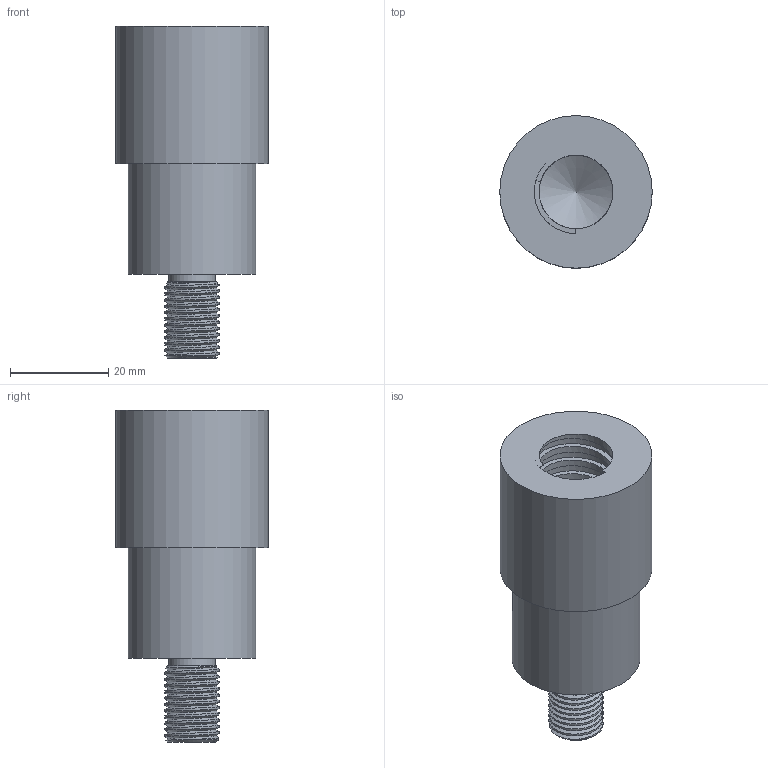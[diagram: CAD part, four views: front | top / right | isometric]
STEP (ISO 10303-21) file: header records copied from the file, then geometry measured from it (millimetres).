
FILE_DESCRIPTION(/* description */ (''),/* implementation_level */ '2;1');
FILE_NAME(/* name */ 'OM1F.stp',/* time_stamp */ '2014-12-01T15:26:45+01:00',/* author */ ('sh'),/* organization */ (''),/* preprocessor_version */ 'ST-DEVELOPER v15.2',/* originating_system */ 'Autodesk Inventor 2014',/* authorisation */ '');
FILE_SCHEMA (('AUTOMOTIVE_DESIGN { 1 0 10303 214 3 1 1 }'));
Length unit declared in the file: millimetre
Products named in the file (1): OM1F
Bounding box: 31 x 31 x 67.5 mm (x, y, z)
Volume: 30591.4 mm3; surface area: 8390.7 mm2
Topology: 1 solids, 1 shells, 20 faces, 42 edges, 27 vertices
Faces by surface type: plane 7, cylinder 6, bspline 4, cone 3
Full cylindrical faces by diameter (mm): 9.5 x1, 26 x1, 31 x1
Entity records: 3501 total; most frequent: CARTESIAN_POINT 3086, ORIENTED_EDGE 74, DIRECTION 68, EDGE_CURVE 37, AXIS2_PLACEMENT_3D 30, EDGE_LOOP 27, VERTEX_POINT 26, ADVANCED_FACE 20
